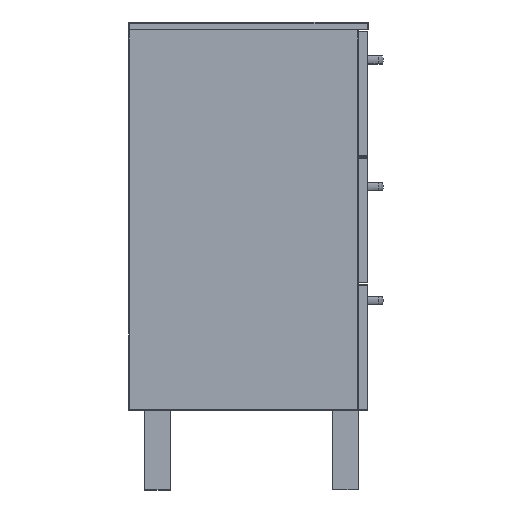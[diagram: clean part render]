
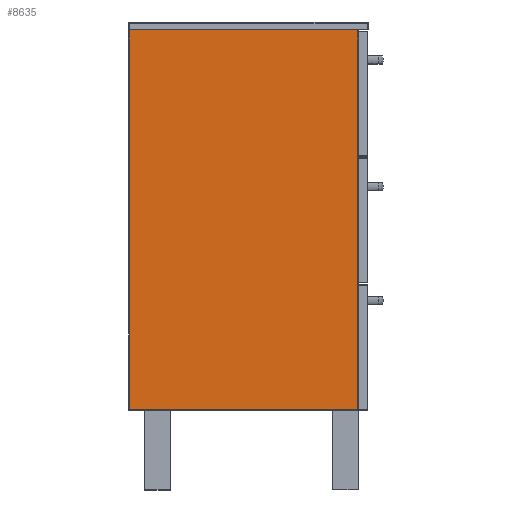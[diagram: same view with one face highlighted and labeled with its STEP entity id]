
A CAD part, left-side view. The second image highlights one B-rep face of the part: STEP entity #8635.
In plain terms, the highlighted face is planar.
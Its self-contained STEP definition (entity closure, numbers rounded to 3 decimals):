
#562=PLANE('',#9341);
#1090=FACE_OUTER_BOUND('',#1616,.T.);
#1616=EDGE_LOOP('',(#7662,#7663,#7664,#7665));
#2568=LINE('',#35925,#3576);
#2572=LINE('',#35933,#3580);
#2575=LINE('',#35939,#3583);
#2578=LINE('',#35944,#3586);
#3576=VECTOR('',#11344,1.);
#3580=VECTOR('',#11350,1.);
#3583=VECTOR('',#11355,1.);
#3586=VECTOR('',#11360,1.);
#4430=VERTEX_POINT('',#35923);
#4431=VERTEX_POINT('',#35924);
#4434=VERTEX_POINT('',#35932);
#4436=VERTEX_POINT('',#35938);
#5516=EDGE_CURVE('',#4430,#4431,#2568,.T.);
#5520=EDGE_CURVE('',#4434,#4430,#2572,.T.);
#5523=EDGE_CURVE('',#4436,#4434,#2575,.T.);
#5526=EDGE_CURVE('',#4431,#4436,#2578,.T.);
#7662=ORIENTED_EDGE('',*,*,#5516,.F.);
#7663=ORIENTED_EDGE('',*,*,#5520,.F.);
#7664=ORIENTED_EDGE('',*,*,#5523,.F.);
#7665=ORIENTED_EDGE('',*,*,#5526,.F.);
#8635=ADVANCED_FACE('',(#1090),#562,.T.);
#9341=AXIS2_PLACEMENT_3D('',#35946,#11362,#11363);
#11344=DIRECTION('',(0.,-1.,0.));
#11350=DIRECTION('',(0.,0.,-1.));
#11355=DIRECTION('',(0.,1.,0.));
#11360=DIRECTION('',(0.,0.,1.));
#11362=DIRECTION('center_axis',(1.,0.,0.));
#11363=DIRECTION('ref_axis',(0.,0.,-1.));
#35923=CARTESIAN_POINT('',(3658.712,-1.,-864.));
#35924=CARTESIAN_POINT('',(3658.712,-430.,-864.));
#35925=CARTESIAN_POINT('',(3658.712,-108.25,-864.));
#35932=CARTESIAN_POINT('',(3658.712,-1.,-151.));
#35933=CARTESIAN_POINT('',(3658.712,-1.,-329.25));
#35938=CARTESIAN_POINT('',(3658.712,-430.,-151.));
#35939=CARTESIAN_POINT('',(3658.712,-322.75,-151.));
#35944=CARTESIAN_POINT('',(3658.712,-430.,-685.75));
#35946=CARTESIAN_POINT('Origin',(3658.712,-215.5,-507.5));
